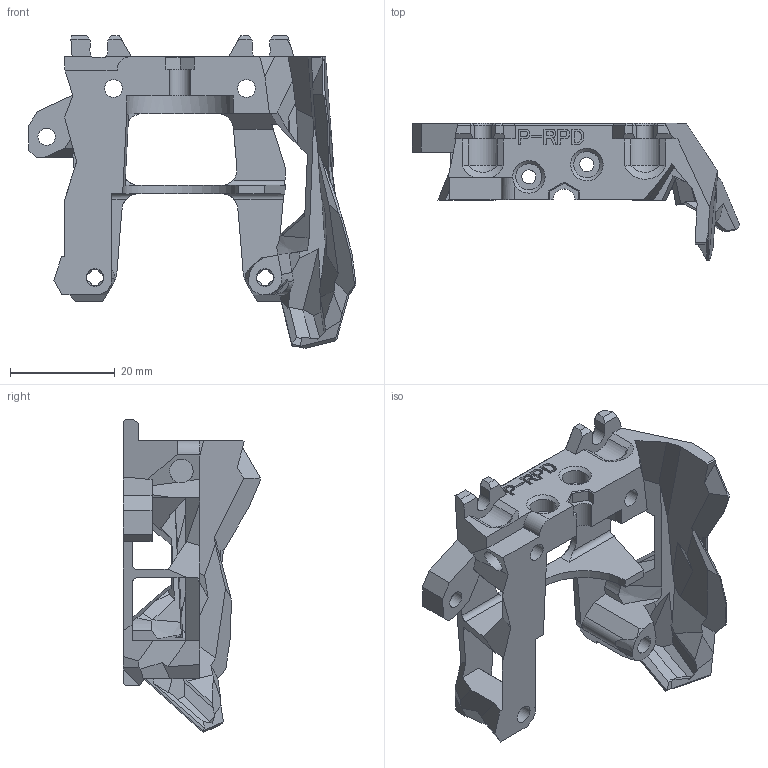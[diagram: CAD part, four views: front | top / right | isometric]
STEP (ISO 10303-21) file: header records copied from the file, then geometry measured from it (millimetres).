
FILE_DESCRIPTION (( 'STEP AP214' ), '1' );
FILE_NAME ('Rapido Rear.STEP', '2024-02-07T15:49:41', ( '' ), ( '' ), 'SwSTEP 2.0', 'SolidWorks 2024', '' );
FILE_SCHEMA (( 'AUTOMOTIVE_DESIGN' ));
Length unit declared in the file: millimetre
Products named in the file (1): Rapido Rear_Rapido Rear
Bounding box: 62.59 x 26.26 x 59.7 mm (x, y, z)
Volume: 11377 mm3; surface area: 10100.2 mm2
Topology: 1 solids, 1 shells, 587 faces, 1688 edges, 1087 vertices
Faces by surface type: plane 447, cylinder 77, bspline 39, cone 24
Full cylindrical faces by diameter (mm): 2.7 x2, 3.3 x1, 3.4 x6, 4.5 x1, 5 x2, 6 x2, 6.1 x1
Entity records: 19884 total; most frequent: CARTESIAN_POINT 5031, ORIENTED_EDGE 3308, DIRECTION 2709, EDGE_CURVE 1654, VECTOR 1323, LINE 1323, VERTEX_POINT 1076, AXIS2_PLACEMENT_3D 693
